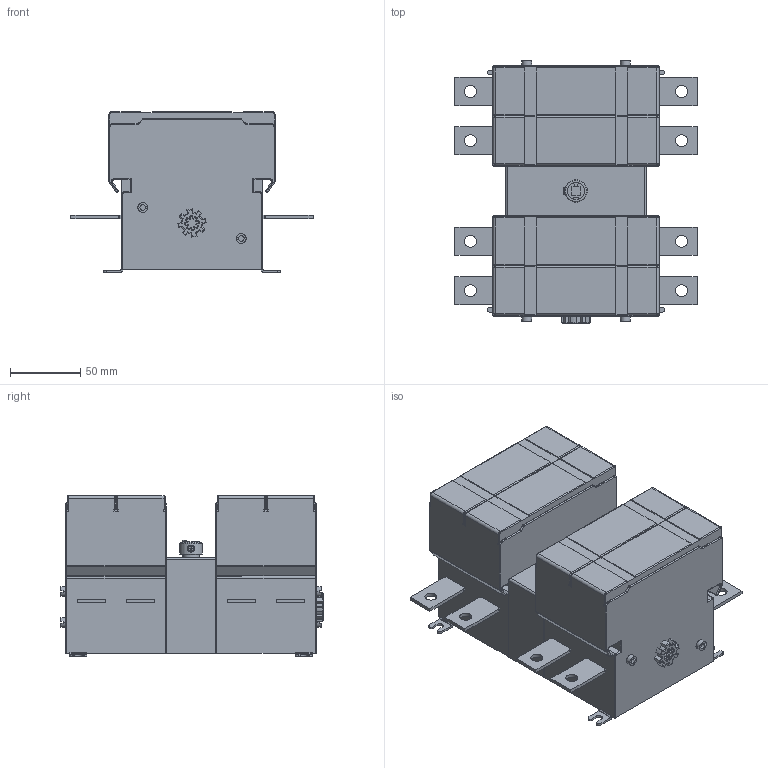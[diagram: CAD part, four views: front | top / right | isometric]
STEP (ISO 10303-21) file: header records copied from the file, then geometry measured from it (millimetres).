
FILE_DESCRIPTION((''),'2;1');
FILE_NAME('OS100-200GB22_SW0001','2024-09-26T13:13:35',('FIANLEH10'),(''),'CREO PARAMETRIC BY PTC INC, 2022364','CREO PARAMETRIC BY PTC INC, 2022364','');
FILE_SCHEMA(('AUTOMOTIVE_DESIGN { 1 0 10303 214 1 1 1 1 }'));
Length unit declared in the file: millimetre
Products named in the file (1): OS100-200GB22_SW0001
Bounding box: 172 x 186.35 x 114 mm (x, y, z)
Volume: 1964917.9 mm3; surface area: 140360.8 mm2
Topology: 1 solids, 1 shells, 844 faces, 2200 edges, 1360 vertices
Faces by surface type: plane 353, cylinder 326, torus 72, cone 43, sphere 32, bspline 18
Entity records: 36601 total; most frequent: CARTESIAN_POINT 9626, ORIENTED_EDGE 4384, DIRECTION 4259, EDGE_CURVE 2192, AXIS2_PLACEMENT_3D 1513, VERTEX_POINT 1360, VECTOR 1230, LINE 1230
